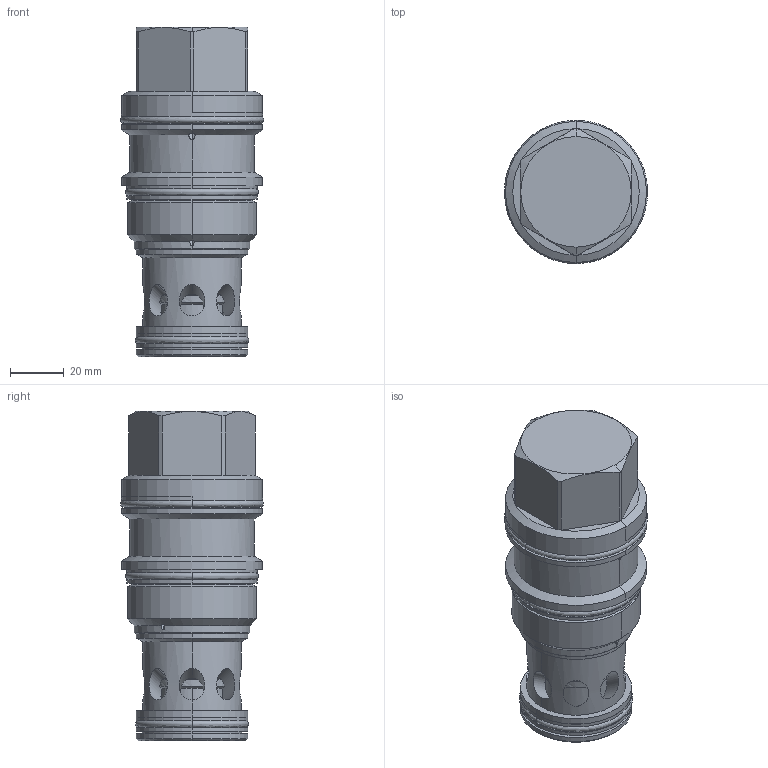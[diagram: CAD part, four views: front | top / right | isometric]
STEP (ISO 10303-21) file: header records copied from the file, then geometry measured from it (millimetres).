
FILE_DESCRIPTION((''),'2;1');
FILE_NAME('LOKD-XDN_PRT','2013-08-30T',('Administrator'),(''),'PRO/ENGINEER BY PARAMETRIC TECHNOLOGY CORPORATION, 2006240','PRO/ENGINEER BY PARAMETRIC TECHNOLOGY CORPORATION, 2006240','');
FILE_SCHEMA(('CONFIG_CONTROL_DESIGN'));
Length unit declared in the file: inch
Products named in the file (1): LOKD-XDN_PRT
Bounding box: 53.06 x 53.06 x 122.2 mm (x, y, z)
Volume: 183777.6 mm3; surface area: 30494.4 mm2
Topology: 4 solids, 5 shells, 199 faces, 511 edges, 317 vertices
Faces by surface type: cylinder 93, plane 40, cone 28, torus 26, revolution 12
Entity records: 7744 total; most frequent: CARTESIAN_POINT 3068, ORIENTED_EDGE 1018, DIRECTION 904, EDGE_CURVE 509, AXIS2_PLACEMENT_3D 391, VERTEX_POINT 317, EDGE_LOOP 220, B_SPLINE_CURVE_WITH_KNOTS 207
